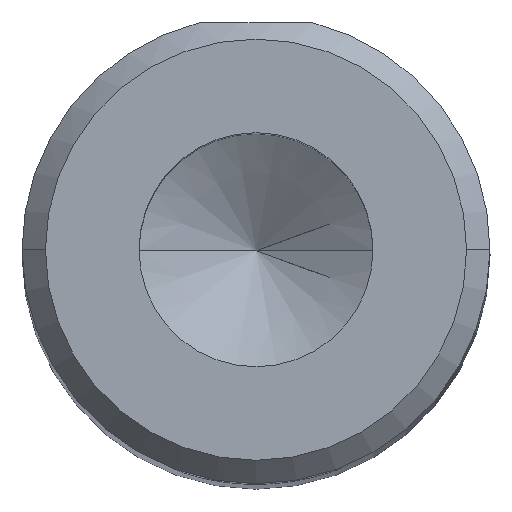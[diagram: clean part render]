
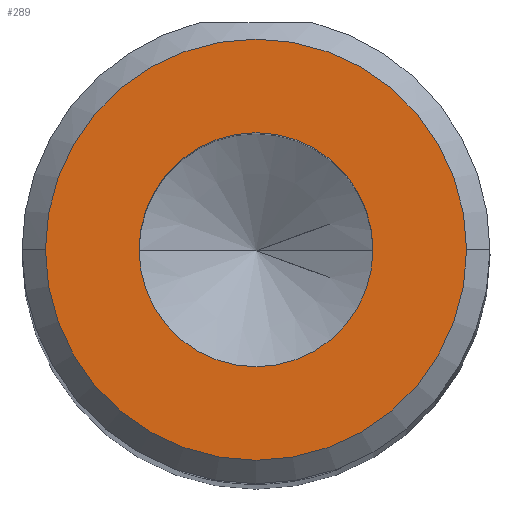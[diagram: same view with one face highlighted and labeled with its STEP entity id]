
A CAD part, top view. The second image highlights one B-rep face of the part: STEP entity #289.
In plain terms, the highlighted planar face has unit normal (0, 0, 1).
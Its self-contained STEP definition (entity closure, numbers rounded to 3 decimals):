
#13 = EDGE_LOOP ( 'NONE', ( #134, #693 ) ) ;
#20 = EDGE_LOOP ( 'NONE', ( #969, #530 ) ) ;
#43 = CARTESIAN_POINT ( 'NONE',  ( 0., 0., 35. ) ) ;
#134 = ORIENTED_EDGE ( 'NONE', *, *, #600, .T. ) ;
#142 = AXIS2_PLACEMENT_3D ( 'NONE', #531, #1202, #626 ) ;
#145 = VERTEX_POINT ( 'NONE', #241 ) ;
#156 = CARTESIAN_POINT ( 'NONE',  ( -4.5, 0., 35. ) ) ;
#165 = DIRECTION ( 'NONE',  ( 1., 0., 0. ) ) ;
#171 = CIRCLE ( 'NONE', #745, 2.5 ) ;
#176 = AXIS2_PLACEMENT_3D ( 'NONE', #233, #888, #331 ) ;
#233 = CARTESIAN_POINT ( 'NONE',  ( 0., 0., 35. ) ) ;
#241 = CARTESIAN_POINT ( 'NONE',  ( 4.5, 0., 35. ) ) ;
#256 = EDGE_CURVE ( 'NONE', #671, #1100, #171, .T. ) ;
#273 = DIRECTION ( 'NONE',  ( 0., 0., 1. ) ) ;
#284 = CIRCLE ( 'NONE', #488, 4.5 ) ;
#289 = ADVANCED_FACE ( 'NONE', ( #870, #655 ), #834, .T. ) ;
#331 = DIRECTION ( 'NONE',  ( 1., 0., 0. ) ) ;
#488 = AXIS2_PLACEMENT_3D ( 'NONE', #584, #1256, #679 ) ;
#530 = ORIENTED_EDGE ( 'NONE', *, *, #1037, .F. ) ;
#531 = CARTESIAN_POINT ( 'NONE',  ( 0., 0., 35. ) ) ;
#584 = CARTESIAN_POINT ( 'NONE',  ( 0., 0., 35. ) ) ;
#600 = EDGE_CURVE ( 'NONE', #1127, #145, #284, .T. ) ;
#626 = DIRECTION ( 'NONE',  ( 1., 0., 0. ) ) ;
#652 = CARTESIAN_POINT ( 'NONE',  ( 0., 0., 35. ) ) ;
#655 = FACE_BOUND ( 'NONE', #20, .T. ) ;
#671 = VERTEX_POINT ( 'NONE', #867 ) ;
#679 = DIRECTION ( 'NONE',  ( 1., 0., 0. ) ) ;
#684 = AXIS2_PLACEMENT_3D ( 'NONE', #652, #273, #933 ) ;
#693 = ORIENTED_EDGE ( 'NONE', *, *, #1002, .T. ) ;
#741 = DIRECTION ( 'NONE',  ( 0., 0., 1. ) ) ;
#745 = AXIS2_PLACEMENT_3D ( 'NONE', #43, #741, #165 ) ;
#834 = PLANE ( 'NONE',  #684 ) ;
#867 = CARTESIAN_POINT ( 'NONE',  ( 2.5, 0., 35. ) ) ;
#870 = FACE_OUTER_BOUND ( 'NONE', #13, .T. ) ;
#874 = CIRCLE ( 'NONE', #142, 2.5 ) ;
#888 = DIRECTION ( 'NONE',  ( 0., 0., 1. ) ) ;
#907 = CIRCLE ( 'NONE', #176, 4.5 ) ;
#933 = DIRECTION ( 'NONE',  ( 1., 0., 0. ) ) ;
#969 = ORIENTED_EDGE ( 'NONE', *, *, #256, .F. ) ;
#1002 = EDGE_CURVE ( 'NONE', #145, #1127, #907, .T. ) ;
#1018 = CARTESIAN_POINT ( 'NONE',  ( -2.5, 0., 35. ) ) ;
#1037 = EDGE_CURVE ( 'NONE', #1100, #671, #874, .T. ) ;
#1100 = VERTEX_POINT ( 'NONE', #1018 ) ;
#1127 = VERTEX_POINT ( 'NONE', #156 ) ;
#1202 = DIRECTION ( 'NONE',  ( 0., 0., 1. ) ) ;
#1256 = DIRECTION ( 'NONE',  ( 0., 0., 1. ) ) ;
